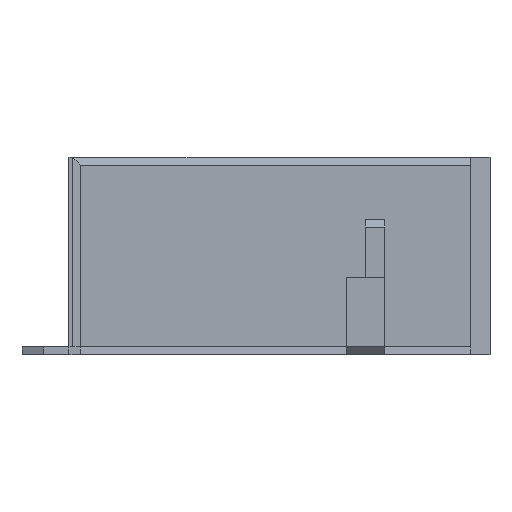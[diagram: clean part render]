
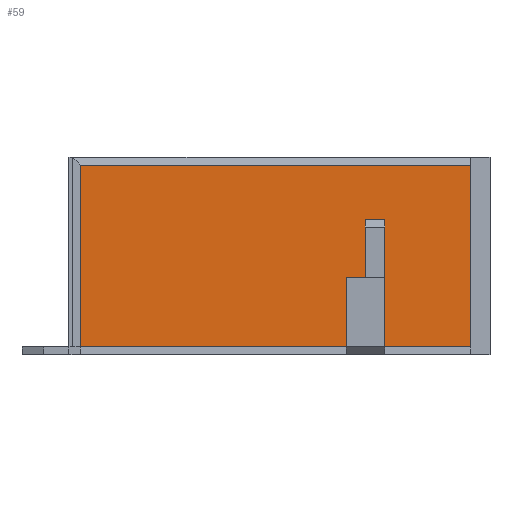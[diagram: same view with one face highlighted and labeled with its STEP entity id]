
A CAD part, left-side view. The second image highlights one B-rep face of the part: STEP entity #59.
In plain terms, the highlighted free-form (B-spline) face has degree [1, 1] with [2, 2] control points.
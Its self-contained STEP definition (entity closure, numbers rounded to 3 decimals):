
#59=ADVANCED_FACE('',(#128),#2265,.T.);
#128=FACE_OUTER_BOUND('',#200,.T.);
#200=EDGE_LOOP('',(#339,#340,#341,#342));
#339=ORIENTED_EDGE('',*,*,#1557,.T.);
#340=ORIENTED_EDGE('',*,*,#1558,.T.);
#341=ORIENTED_EDGE('',*,*,#1559,.T.);
#342=ORIENTED_EDGE('',*,*,#1552,.F.);
#719=PCURVE('',#2264,#1061);
#725=PCURVE('',#2265,#1067);
#726=PCURVE('',#2265,#1068);
#727=PCURVE('',#2265,#1069);
#728=PCURVE('',#2265,#1070);
#786=PCURVE('',#2276,#1128);
#792=PCURVE('',#2277,#1134);
#815=PCURVE('',#2287,#1157);
#1061=DEFINITIONAL_REPRESENTATION('',(#1778),#5547);
#1067=DEFINITIONAL_REPRESENTATION('',(#1789),#5547);
#1068=DEFINITIONAL_REPRESENTATION('',(#1791),#5547);
#1069=DEFINITIONAL_REPRESENTATION('',(#1793),#5547);
#1070=DEFINITIONAL_REPRESENTATION('',(#1794),#5547);
#1128=DEFINITIONAL_REPRESENTATION('',(#1883),#5547);
#1134=DEFINITIONAL_REPRESENTATION('',(#1892),#5547);
#1157=DEFINITIONAL_REPRESENTATION('',(#1921),#5547);
#1381=SURFACE_CURVE('',#1777,(#719,#728),.PCURVE_S1.);
#1386=SURFACE_CURVE('',#1788,(#725,#792),.PCURVE_S1.);
#1387=SURFACE_CURVE('',#1790,(#726,#786),.PCURVE_S1.);
#1388=SURFACE_CURVE('',#1792,(#727,#815),.PCURVE_S1.);
#1552=EDGE_CURVE('',#2184,#2154,#1381,.T.);
#1557=EDGE_CURVE('',#2184,#2188,#1386,.T.);
#1558=EDGE_CURVE('',#2188,#2156,#1387,.T.);
#1559=EDGE_CURVE('',#2156,#2154,#1388,.T.);
#1777=B_SPLINE_CURVE_WITH_KNOTS('',1,(#3108,#3109),.UNSPECIFIED.,.F.,.F.,
(2,2),(2.,49.),.UNSPECIFIED.);
#1778=B_SPLINE_CURVE_WITH_KNOTS('',1,(#3110,#3111),.UNSPECIFIED.,.F.,.F.,
(2,2),(2.,49.),.UNSPECIFIED.);
#1788=B_SPLINE_CURVE_WITH_KNOTS('',1,(#3182,#3183),.UNSPECIFIED.,.F.,.F.,
(2,2),(0.,101.),.UNSPECIFIED.);
#1789=B_SPLINE_CURVE_WITH_KNOTS('',3,(#3184,#3185,#3186,#3187),
 .UNSPECIFIED.,.F.,.F.,(4,4),(0.,101.),.UNSPECIFIED.);
#1790=B_SPLINE_CURVE_WITH_KNOTS('',1,(#3188,#3189),.UNSPECIFIED.,.F.,.F.,
(2,2),(2.,49.),.UNSPECIFIED.);
#1791=B_SPLINE_CURVE_WITH_KNOTS('',1,(#3190,#3191),.UNSPECIFIED.,.F.,.F.,
(2,2),(2.,49.),.UNSPECIFIED.);
#1792=B_SPLINE_CURVE_WITH_KNOTS('',1,(#3192,#3193),.UNSPECIFIED.,.F.,.F.,
(2,2),(-214.659,-114.659),.UNSPECIFIED.);
#1793=B_SPLINE_CURVE_WITH_KNOTS('',1,(#3194,#3195),.UNSPECIFIED.,.F.,.F.,
(2,2),(-214.659,-114.659),.UNSPECIFIED.);
#1794=B_SPLINE_CURVE_WITH_KNOTS('',1,(#3196,#3197),.UNSPECIFIED.,.F.,.F.,
(2,2),(2.,49.),.UNSPECIFIED.);
#1883=B_SPLINE_CURVE_WITH_KNOTS('',1,(#3838,#3839),.UNSPECIFIED.,.F.,.F.,
(2,2),(2.,49.),.UNSPECIFIED.);
#1892=B_SPLINE_CURVE_WITH_KNOTS('',1,(#3896,#3897),.UNSPECIFIED.,.F.,.F.,
(2,2),(0.,101.),.UNSPECIFIED.);
#1921=B_SPLINE_CURVE_WITH_KNOTS('',1,(#4042,#4043),.UNSPECIFIED.,.F.,.F.,
(2,2),(-214.659,-114.659),.UNSPECIFIED.);
#2154=VERTEX_POINT('',#2557);
#2156=VERTEX_POINT('',#2559);
#2184=VERTEX_POINT('',#2587);
#2188=VERTEX_POINT('',#2591);
#2264=B_SPLINE_SURFACE_WITH_KNOTS('',1,1,((#2380,#2381),(#2382,#2383)),
 .UNSPECIFIED.,.F.,.F.,.F.,(2,2),(2,2),(-282.355,-277.355),
(-0.049,51.),.UNSPECIFIED.);
#2265=B_SPLINE_SURFACE_WITH_KNOTS('',1,1,((#2384,#2385),(#2386,#2387)),
 .UNSPECIFIED.,.F.,.F.,.F.,(2,2),(2,2),(-277.355,-177.355),
(0.,51.),.UNSPECIFIED.);
#2276=B_SPLINE_SURFACE_WITH_KNOTS('',1,1,((#2428,#2429),(#2430,#2431)),
 .UNSPECIFIED.,.F.,.F.,.F.,(2,2),(2,2),(-177.355,-127.355),
(0.,51.),.UNSPECIFIED.);
#2277=B_SPLINE_SURFACE_WITH_KNOTS('',1,1,((#2432,#2433),(#2434,#2435)),
 .UNSPECIFIED.,.F.,.F.,.F.,(2,2),(2,2),(0.,2.828),(-10.1,
111.1),.UNSPECIFIED.);
#2287=B_SPLINE_SURFACE_WITH_KNOTS('',1,1,((#2532,#2533),(#2534,#2535)),
 .UNSPECIFIED.,.F.,.F.,.F.,(2,2),(2,2),(-113.625,12.625),
(-56.25,6.25),.UNSPECIFIED.);
#2380=CARTESIAN_POINT('',(-888.169,-689.796,51.049));
#2381=CARTESIAN_POINT('',(-888.169,-689.796,0.));
#2382=CARTESIAN_POINT('',(-881.169,-689.796,51.049));
#2383=CARTESIAN_POINT('',(-881.169,-689.796,0.));
#2384=CARTESIAN_POINT('',(-883.169,-689.796,51.));
#2385=CARTESIAN_POINT('',(-883.169,-689.796,0.));
#2386=CARTESIAN_POINT('',(-883.169,-588.796,51.));
#2387=CARTESIAN_POINT('',(-883.169,-588.796,0.));
#2428=CARTESIAN_POINT('',(-883.169,-588.796,51.));
#2429=CARTESIAN_POINT('',(-883.169,-588.796,0.));
#2430=CARTESIAN_POINT('',(-933.169,-588.796,51.));
#2431=CARTESIAN_POINT('',(-933.169,-588.796,0.));
#2432=CARTESIAN_POINT('',(-883.169,-699.896,49.));
#2433=CARTESIAN_POINT('',(-883.169,-578.696,49.));
#2434=CARTESIAN_POINT('',(-881.169,-699.896,51.));
#2435=CARTESIAN_POINT('',(-881.169,-578.696,51.));
#2532=CARTESIAN_POINT('',(-876.919,-702.421,2.));
#2533=CARTESIAN_POINT('',(-939.419,-702.421,2.));
#2534=CARTESIAN_POINT('',(-876.919,-576.171,2.));
#2535=CARTESIAN_POINT('',(-939.419,-576.171,2.));
#2557=CARTESIAN_POINT('',(-883.169,-689.796,2.));
#2559=CARTESIAN_POINT('',(-883.169,-588.796,2.));
#2587=CARTESIAN_POINT('',(-883.169,-689.796,49.));
#2591=CARTESIAN_POINT('',(-883.169,-588.796,49.));
#3108=CARTESIAN_POINT('',(-883.169,-689.796,49.));
#3109=CARTESIAN_POINT('',(-883.169,-689.796,2.));
#3110=CARTESIAN_POINT('',(-278.784,2.));
#3111=CARTESIAN_POINT('',(-278.784,49.));
#3182=CARTESIAN_POINT('',(-883.169,-689.796,49.));
#3183=CARTESIAN_POINT('',(-883.169,-588.796,49.));
#3184=CARTESIAN_POINT('',(-277.355,2.));
#3185=CARTESIAN_POINT('',(-244.022,2.));
#3186=CARTESIAN_POINT('',(-210.689,2.));
#3187=CARTESIAN_POINT('',(-177.355,2.));
#3188=CARTESIAN_POINT('',(-883.169,-588.796,49.));
#3189=CARTESIAN_POINT('',(-883.169,-588.796,2.));
#3190=CARTESIAN_POINT('',(-177.355,2.));
#3191=CARTESIAN_POINT('',(-177.355,49.));
#3192=CARTESIAN_POINT('',(-883.169,-588.796,2.));
#3193=CARTESIAN_POINT('',(-883.169,-689.796,2.));
#3194=CARTESIAN_POINT('',(-177.355,49.));
#3195=CARTESIAN_POINT('',(-277.355,49.));
#3196=CARTESIAN_POINT('',(-277.355,2.));
#3197=CARTESIAN_POINT('',(-277.355,49.));
#3838=CARTESIAN_POINT('',(-177.355,2.));
#3839=CARTESIAN_POINT('',(-177.355,49.));
#3896=CARTESIAN_POINT('',(0.,0.));
#3897=CARTESIAN_POINT('',(0.,101.));
#4042=CARTESIAN_POINT('',(0.,-50.));
#4043=CARTESIAN_POINT('',(-101.,-50.));
#5547=(
GEOMETRIC_REPRESENTATION_CONTEXT(2)
PARAMETRIC_REPRESENTATION_CONTEXT()
REPRESENTATION_CONTEXT('pspace','')
);
